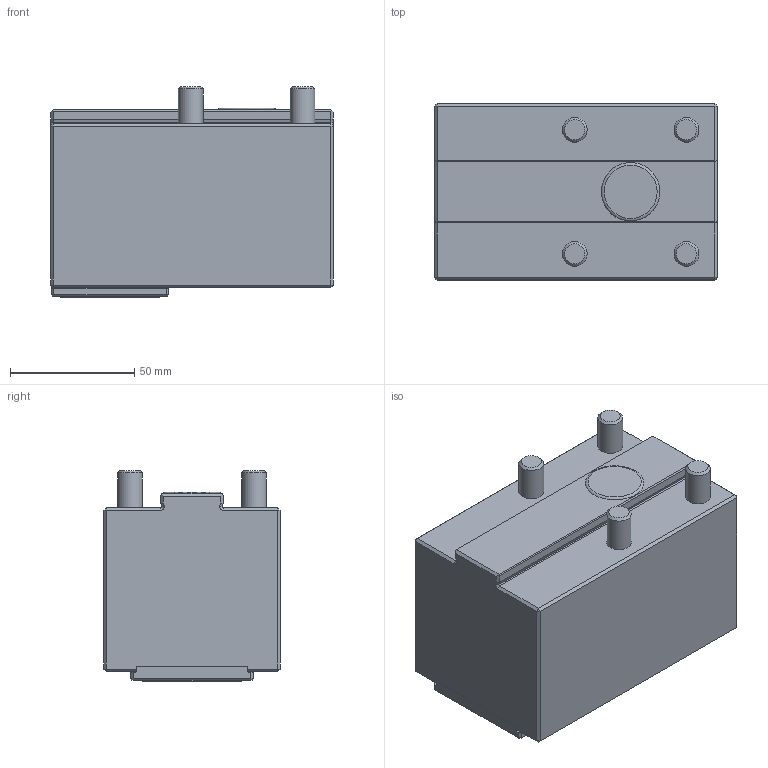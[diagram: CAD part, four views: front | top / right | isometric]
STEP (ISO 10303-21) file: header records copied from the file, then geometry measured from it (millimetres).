
FILE_DESCRIPTION(/* description */ (''),/* implementation_level */ '2;1');
FILE_NAME(/* name */ '1617624804196.stp',/* time_stamp */ '2021-04-05T14:13:32+02:00',/* author */ (''),/* organization */ ('SMS'),/* preprocessor_version */ 'ST-DEVELOPER v16.7',/* originating_system */ 'SIEMENS PLM Software NX 12.0',/* authorisation */ '');
FILE_SCHEMA (('AUTOMOTIVE_DESIGN { 1 0 10303 214 3 1 1 1 }'));
Length unit declared in the file: millimetre
Products named in the file (1): 203459743mod000_00
Bounding box: 114 x 71 x 84.94 mm (x, y, z)
Volume: 546652.9 mm3; surface area: 49443.2 mm2
Topology: 1 solids, 1 shells, 137 faces, 333 edges, 211 vertices
Faces by surface type: plane 96, cylinder 19, cone 13, torus 4, sphere 4, bspline 1
Full cylindrical faces by diameter (mm): 2.5 x1, 5.994 x1, 7.193 x4, 9.99 x4, 15.984 x2, 18 x2, 39.96 x1
Entity records: 4111 total; most frequent: CARTESIAN_POINT 1098, DIRECTION 610, ORIENTED_EDGE 558, EDGE_CURVE 279, AXIS2_PLACEMENT_3D 206, LINE 198, VECTOR 198, VERTEX_POINT 187
